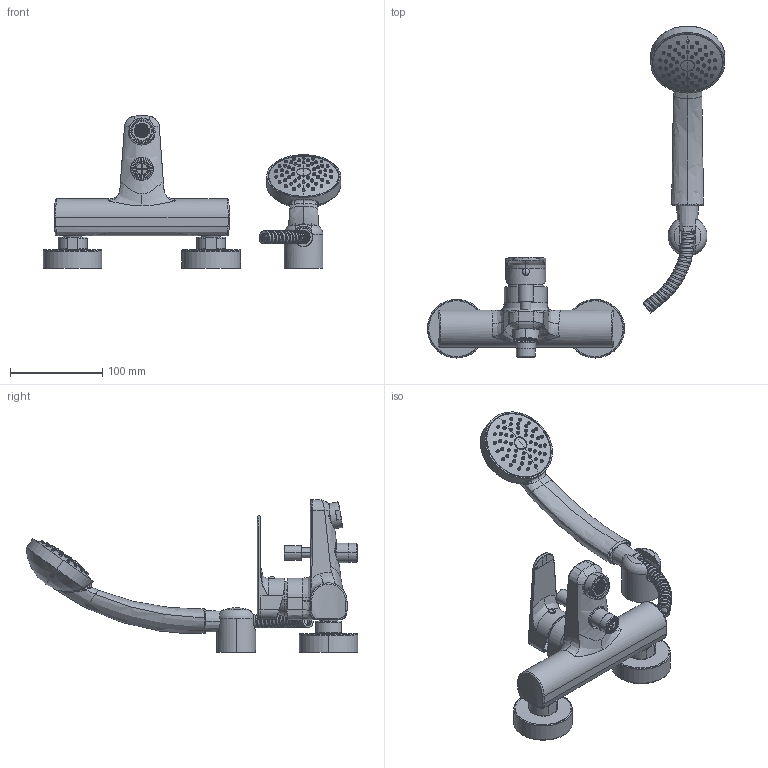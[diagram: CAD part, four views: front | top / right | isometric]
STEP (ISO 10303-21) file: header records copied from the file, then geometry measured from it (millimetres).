
FILE_DESCRIPTION((''),'2;1');
FILE_NAME('SY026CR','2021-11-09T09:25:22',('ut3'),('PAFFONI SpA'),'CREO PARAMETRIC BY PTC INC, 2020044','CREO PARAMETRIC BY PTC INC, 2020044','');
FILE_SCHEMA(('CONFIG_CONTROL_DESIGN','SHAPE_APPEARANCE_LAYERS_GROUPS'));
Products named in the file (1): SY026CR
Bounding box: 321.99 x 359.2 x 165 mm (x, y, z)
Volume: 438679.2 mm3; surface area: 258553.2 mm2
Topology: 6 solids, 7 shells, 3839 faces, 10699 edges, 6958 vertices
Faces by surface type: plane 2383, cylinder 542, cone 348, torus 289, bspline 215, sphere 31, extrusion 31
Entity records: 209890 total; most frequent: CARTESIAN_POINT 83827, ORIENTED_EDGE 21334, DIRECTION 19810, EDGE_CURVE 10667, VERTEX_POINT 6957, AXIS2_PLACEMENT_3D 6865, VECTOR 6080, LINE 6049
